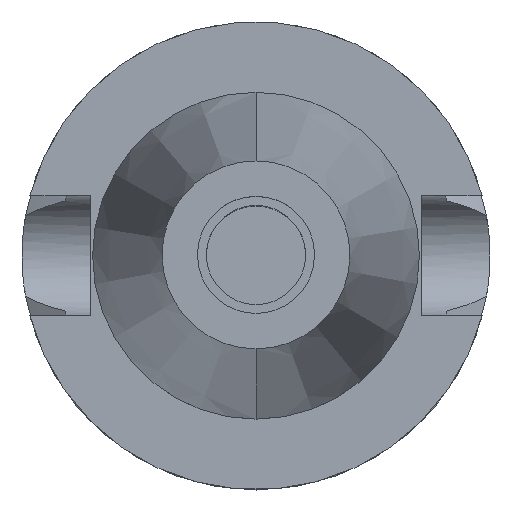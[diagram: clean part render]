
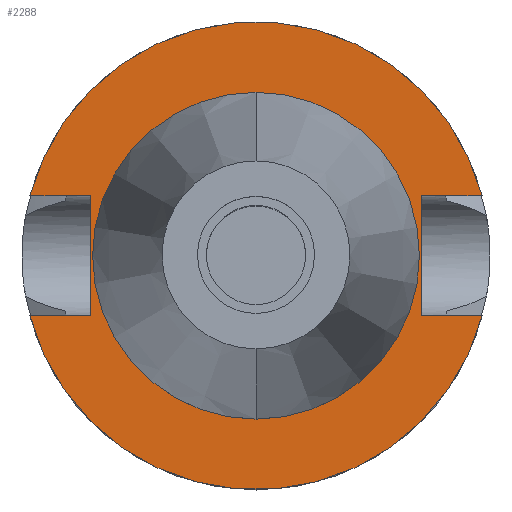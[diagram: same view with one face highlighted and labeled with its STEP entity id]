
A CAD part, top view. The second image highlights one B-rep face of the part: STEP entity #2288.
In plain terms, the highlighted planar face has unit normal (0, 0, 1).
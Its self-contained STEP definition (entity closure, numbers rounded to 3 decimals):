
#1 = VERTEX_POINT ( 'NONE', #2416 ) ;
#14 = CARTESIAN_POINT ( 'NONE',  ( -35.4, -12.85, -3. ) ) ;
#46 = CARTESIAN_POINT ( 'NONE',  ( 35.4, -12.85, -3. ) ) ;
#90 = DIRECTION ( 'NONE',  ( 0., -1., 0. ) ) ;
#96 = ORIENTED_EDGE ( 'NONE', *, *, #3024, .F. ) ;
#177 = VERTEX_POINT ( 'NONE', #1561 ) ;
#245 = DIRECTION ( 'NONE',  ( 0., 0., 1. ) ) ;
#261 = ORIENTED_EDGE ( 'NONE', *, *, #2183, .F. ) ;
#280 = CARTESIAN_POINT ( 'NONE',  ( 0., 0., -3. ) ) ;
#309 = CIRCLE ( 'NONE', #1362, 34.925 ) ;
#315 = LINE ( 'NONE', #46, #1195 ) ;
#341 = CARTESIAN_POINT ( 'NONE',  ( -48.321, 12.85, -3. ) ) ;
#453 = EDGE_CURVE ( 'NONE', #536, #177, #309, .T. ) ;
#485 = DIRECTION ( 'NONE',  ( 0., -1., 0. ) ) ;
#506 = DIRECTION ( 'NONE',  ( 0., 1., 0. ) ) ;
#536 = VERTEX_POINT ( 'NONE', #3304 ) ;
#553 = DIRECTION ( 'NONE',  ( 1., 0., 0. ) ) ;
#610 = ORIENTED_EDGE ( 'NONE', *, *, #1554, .F. ) ;
#671 = VERTEX_POINT ( 'NONE', #341 ) ;
#785 = CIRCLE ( 'NONE', #2119, 34.925 ) ;
#812 = PLANE ( 'NONE',  #1435 ) ;
#902 = ORIENTED_EDGE ( 'NONE', *, *, #1584, .T. ) ;
#952 = EDGE_LOOP ( 'NONE', ( #2529, #2684, #610, #2600, #902, #96, #3517, #2738 ) ) ;
#982 = DIRECTION ( 'NONE',  ( -1., 0., 0. ) ) ;
#1017 = VECTOR ( 'NONE', #1719, 1000. ) ;
#1097 = DIRECTION ( 'NONE',  ( -1., 0., 0. ) ) ;
#1114 = DIRECTION ( 'NONE',  ( 0., 0., 1. ) ) ;
#1133 = EDGE_CURVE ( 'NONE', #2538, #2468, #1708, .T. ) ;
#1195 = VECTOR ( 'NONE', #553, 1000. ) ;
#1275 = CARTESIAN_POINT ( 'NONE',  ( -48.321, -12.85, -3. ) ) ;
#1308 = FACE_OUTER_BOUND ( 'NONE', #952, .T. ) ;
#1362 = AXIS2_PLACEMENT_3D ( 'NONE', #2136, #245, #485 ) ;
#1388 = DIRECTION ( 'NONE',  ( 0., 0., -1. ) ) ;
#1435 = AXIS2_PLACEMENT_3D ( 'NONE', #1921, #2425, #3022 ) ;
#1444 = VERTEX_POINT ( 'NONE', #2810 ) ;
#1554 = EDGE_CURVE ( 'NONE', #2305, #2538, #315, .T. ) ;
#1561 = CARTESIAN_POINT ( 'NONE',  ( 0., 34.925, -3. ) ) ;
#1584 = EDGE_CURVE ( 'NONE', #1877, #1, #1665, .T. ) ;
#1604 = LINE ( 'NONE', #3580, #1675 ) ;
#1665 = LINE ( 'NONE', #3371, #1017 ) ;
#1668 = LINE ( 'NONE', #14, #2695 ) ;
#1675 = VECTOR ( 'NONE', #1097, 1000. ) ;
#1708 = CIRCLE ( 'NONE', #3268, 50. ) ;
#1719 = DIRECTION ( 'NONE',  ( 1., 0., 0. ) ) ;
#1866 = CARTESIAN_POINT ( 'NONE',  ( -35.4, 12.85, -3. ) ) ;
#1877 = VERTEX_POINT ( 'NONE', #1973 ) ;
#1921 = CARTESIAN_POINT ( 'NONE',  ( 0., 0., -3. ) ) ;
#1935 = CARTESIAN_POINT ( 'NONE',  ( 0., 0., -3. ) ) ;
#1973 = CARTESIAN_POINT ( 'NONE',  ( 35.4, 12.85, -3. ) ) ;
#1995 = EDGE_LOOP ( 'NONE', ( #3205, #261 ) ) ;
#2119 = AXIS2_PLACEMENT_3D ( 'NONE', #1935, #1114, #506 ) ;
#2131 = AXIS2_PLACEMENT_3D ( 'NONE', #280, #1388, #2411 ) ;
#2136 = CARTESIAN_POINT ( 'NONE',  ( 0., 0., -3. ) ) ;
#2171 = VECTOR ( 'NONE', #982, 1000. ) ;
#2183 = EDGE_CURVE ( 'NONE', #177, #536, #785, .T. ) ;
#2225 = DIRECTION ( 'NONE',  ( 0., 1., 0. ) ) ;
#2282 = CARTESIAN_POINT ( 'NONE',  ( 48.321, -12.85, -3. ) ) ;
#2288 = ADVANCED_FACE ( 'NONE', ( #1308, #3522 ), #812, .F. ) ;
#2305 = VERTEX_POINT ( 'NONE', #2484 ) ;
#2315 = LINE ( 'NONE', #3434, #2171 ) ;
#2335 = EDGE_CURVE ( 'NONE', #1444, #3312, #1668, .T. ) ;
#2411 = DIRECTION ( 'NONE',  ( 0., 1., 0. ) ) ;
#2416 = CARTESIAN_POINT ( 'NONE',  ( 48.321, 12.85, -3. ) ) ;
#2425 = DIRECTION ( 'NONE',  ( 0., 0., -1. ) ) ;
#2468 = VERTEX_POINT ( 'NONE', #1275 ) ;
#2475 = EDGE_CURVE ( 'NONE', #3312, #671, #2315, .T. ) ;
#2484 = CARTESIAN_POINT ( 'NONE',  ( 35.4, -12.85, -3. ) ) ;
#2516 = DIRECTION ( 'NONE',  ( 0., -1., 0. ) ) ;
#2529 = ORIENTED_EDGE ( 'NONE', *, *, #2862, .T. ) ;
#2538 = VERTEX_POINT ( 'NONE', #2282 ) ;
#2574 = CARTESIAN_POINT ( 'NONE',  ( 35.4, 12.85, -3. ) ) ;
#2600 = ORIENTED_EDGE ( 'NONE', *, *, #3232, .F. ) ;
#2684 = ORIENTED_EDGE ( 'NONE', *, *, #1133, .F. ) ;
#2695 = VECTOR ( 'NONE', #2225, 1000. ) ;
#2738 = ORIENTED_EDGE ( 'NONE', *, *, #2335, .F. ) ;
#2793 = CARTESIAN_POINT ( 'NONE',  ( 0., 0., -3. ) ) ;
#2810 = CARTESIAN_POINT ( 'NONE',  ( -35.4, -12.85, -3. ) ) ;
#2862 = EDGE_CURVE ( 'NONE', #1444, #2468, #1604, .T. ) ;
#3022 = DIRECTION ( 'NONE',  ( 0., -1., 0. ) ) ;
#3024 = EDGE_CURVE ( 'NONE', #671, #1, #3532, .T. ) ;
#3205 = ORIENTED_EDGE ( 'NONE', *, *, #453, .F. ) ;
#3232 = EDGE_CURVE ( 'NONE', #1877, #2305, #3379, .T. ) ;
#3268 = AXIS2_PLACEMENT_3D ( 'NONE', #2793, #3352, #2516 ) ;
#3304 = CARTESIAN_POINT ( 'NONE',  ( 0., -34.925, -3. ) ) ;
#3312 = VERTEX_POINT ( 'NONE', #1866 ) ;
#3352 = DIRECTION ( 'NONE',  ( 0., 0., -1. ) ) ;
#3354 = VECTOR ( 'NONE', #90, 1000. ) ;
#3371 = CARTESIAN_POINT ( 'NONE',  ( 35.4, 12.85, -3. ) ) ;
#3379 = LINE ( 'NONE', #2574, #3354 ) ;
#3434 = CARTESIAN_POINT ( 'NONE',  ( -35.4, 12.85, -3. ) ) ;
#3517 = ORIENTED_EDGE ( 'NONE', *, *, #2475, .F. ) ;
#3522 = FACE_BOUND ( 'NONE', #1995, .T. ) ;
#3532 = CIRCLE ( 'NONE', #2131, 50. ) ;
#3580 = CARTESIAN_POINT ( 'NONE',  ( -35.4, -12.85, -3. ) ) ;
